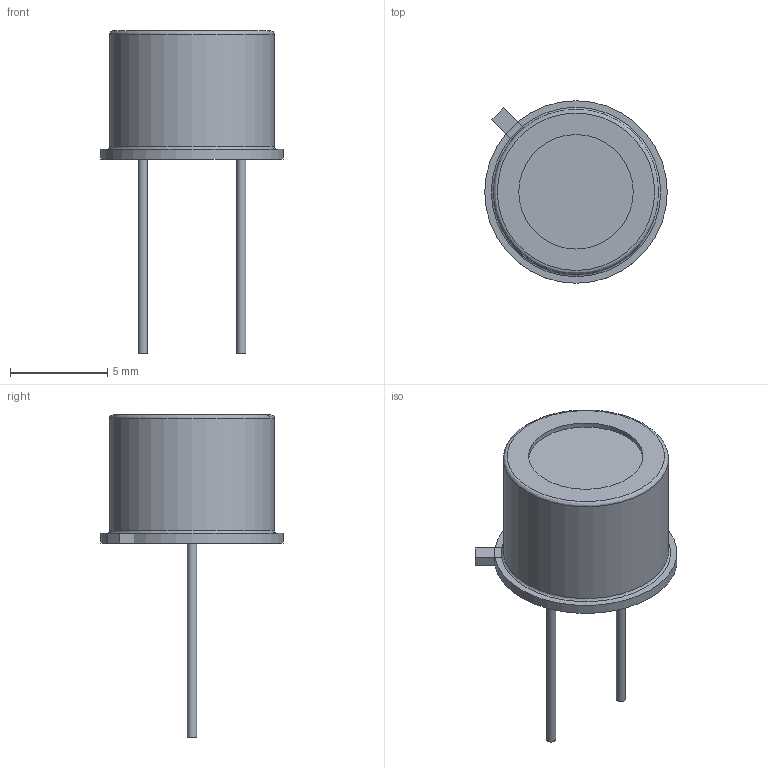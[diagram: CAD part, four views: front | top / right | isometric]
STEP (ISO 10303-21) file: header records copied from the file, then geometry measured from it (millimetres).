
FILE_DESCRIPTION(('FreeCAD Model'),'2;1');
FILE_NAME('TO-5_Window_2Pin.step','2016-11-10T21:34:09',('Author'),('' ),'Open CASCADE STEP processor 6.8','FreeCAD','Unknown');
FILE_SCHEMA(('AUTOMOTIVE_DESIGN_CC2 { 1 2 10303 214 -1 1 5 4 }'));
Length unit declared in the file: millimetre
Products named in the file (8): ASSEMBLY; Revolution; Sketch005; Pad003; Revolution001; Pad; Sketch003; Sketch004
Assembly tree (7 placements, depth 2):
  ASSEMBLY
    Revolution
    Sketch005
    Pad003
    Revolution001
    Pad
    Sketch003
    Sketch004
Bounding box: 9.4 x 9.4 x 16.6 mm (x, y, z)
Volume: 233.7 mm3; surface area: 527.8 mm2
Topology: 5 solids, 5 shells, 24 faces, 54 edges, 60 vertices
Faces by surface type: plane 15, cylinder 6, revolution 2, cone 1
Full cylindrical faces by diameter (mm): 0.48 x2, 5.9 x2, 8.5 x1, 9.4 x1
Entity records: 1347 total; most frequent: CARTESIAN_POINT 242, DIRECTION 204, LINE 96, VECTOR 96, ORIENTED_EDGE 70, PCURVE 70, DEFINITIONAL_REPRESENTATION 70, AXIS2_PLACEMENT_3D 50
